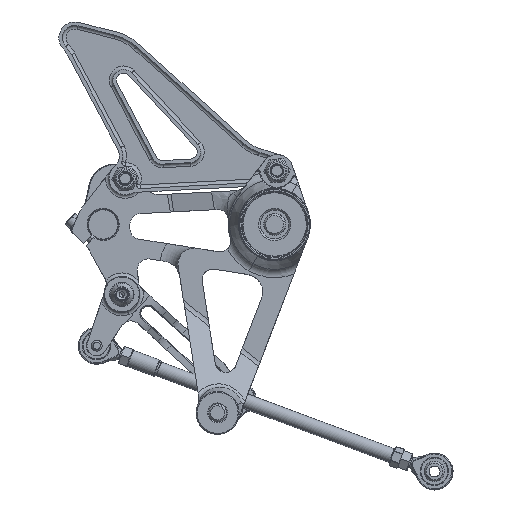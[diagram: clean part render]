
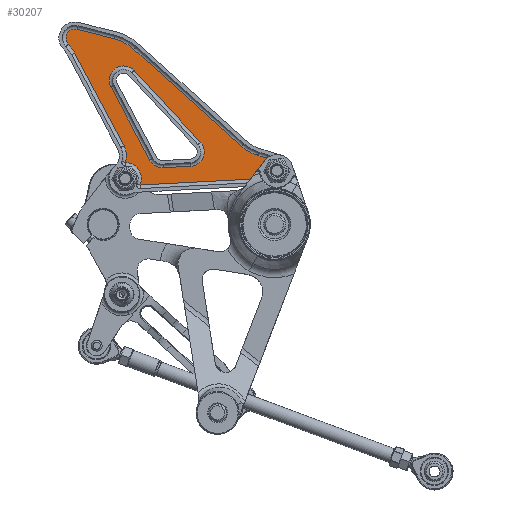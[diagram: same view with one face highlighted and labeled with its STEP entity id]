
A CAD part, left-side view. The second image highlights one B-rep face of the part: STEP entity #30207.
In plain terms, the highlighted face is planar.
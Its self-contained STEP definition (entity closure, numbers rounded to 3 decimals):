
#29683=CARTESIAN_POINT('Vertex',(-2.,65.97,14.64)) ;
#29699=CARTESIAN_POINT('Vertex',(-2.,8.641,71.969)) ;
#29702=CARTESIAN_POINT('Line Origine',(-2.,39.612,40.998)) ;
#29723=CARTESIAN_POINT('Vertex',(-2.,74.732,9.058)) ;
#29733=CARTESIAN_POINT('Axis2P3D Location',(-2.,82.941,31.611)) ;
#29754=CARTESIAN_POINT('Vertex',(-2.,79.678,7.258)) ;
#29764=CARTESIAN_POINT('Line Origine',(-2.,25.339,27.036)) ;
#29808=CARTESIAN_POINT('Vertex',(-2.,76.938,-4.)) ;
#29818=CARTESIAN_POINT('Axis2P3D Location',(-2.,85.,0.)) ;
#29862=CARTESIAN_POINT('Vertex',(-2.,8.062,-4.)) ;
#29872=CARTESIAN_POINT('Line Origine',(-2.,25.339,-4.)) ;
#29916=CARTESIAN_POINT('Vertex',(-2.,0.594,8.98)) ;
#29926=CARTESIAN_POINT('Axis2P3D Location',(-2.,0.,0.)) ;
#29970=CARTESIAN_POINT('Vertex',(-2.,0.268,18.356)) ;
#29980=CARTESIAN_POINT('Axis2P3D Location',(-2.,-10.608,13.284)) ;
#30001=CARTESIAN_POINT('Vertex',(-2.,-24.58,71.641)) ;
#30011=CARTESIAN_POINT('Line Origine',(-2.,-10.058,40.5)) ;
#30032=CARTESIAN_POINT('Vertex',(-2.,-27.85,76.81)) ;
#30042=CARTESIAN_POINT('Axis2P3D Location',(-2.,-46.331,61.498)) ;
#30063=CARTESIAN_POINT('Vertex',(-2.,-22.517,84.775)) ;
#30073=CARTESIAN_POINT('Axis2P3D Location',(-2.,-24.,80.)) ;
#30094=CARTESIAN_POINT('Vertex',(-2.,-2.033,78.415)) ;
#30104=CARTESIAN_POINT('Line Origine',(-2.,25.339,69.915)) ;
#30126=CARTESIAN_POINT('Axis2P3D Location',(-2.,-9.743,53.584)) ;
#30138=CARTESIAN_POINT('Axis2P3D Location',(-2.,0.,0.)) ;
#30157=CARTESIAN_POINT('Axis2P3D Location',(-2.,1.938,55.)) ;
#30161=CARTESIAN_POINT('Vertex',(-2.,8.079,60.127)) ;
#30163=CARTESIAN_POINT('Vertex',(-2.,-5.313,51.619)) ;
#30166=CARTESIAN_POINT('Line Origine',(-2.,25.61,39.127)) ;
#30170=CARTESIAN_POINT('Vertex',(-2.,43.141,18.127)) ;
#30173=CARTESIAN_POINT('Axis2P3D Location',(-2.,37.,13.)) ;
#30177=CARTESIAN_POINT('Vertex',(-2.,37.,5.)) ;
#30180=CARTESIAN_POINT('Line Origine',(-2.,29.261,5.)) ;
#30184=CARTESIAN_POINT('Vertex',(-2.,21.522,5.)) ;
#30187=CARTESIAN_POINT('Axis2P3D Location',(-2.,21.522,13.)) ;
#30191=CARTESIAN_POINT('Vertex',(-2.,14.272,9.619)) ;
#30194=CARTESIAN_POINT('Line Origine',(-2.,4.48,30.619)) ;
#29703=DIRECTION('Vector Direction',(0.,0.707,-0.707)) ;
#29734=DIRECTION('Axis2P3D Direction',(-1.,0.,-0.)) ;
#29765=DIRECTION('Vector Direction',(0.,0.94,-0.342)) ;
#29819=DIRECTION('Axis2P3D Direction',(-1.,0.,0.)) ;
#29873=DIRECTION('Vector Direction',(0.,-1.,0.)) ;
#29927=DIRECTION('Axis2P3D Direction',(-1.,0.,0.)) ;
#29981=DIRECTION('Axis2P3D Direction',(-1.,0.,0.)) ;
#30012=DIRECTION('Vector Direction',(0.,-0.423,0.906)) ;
#30043=DIRECTION('Axis2P3D Direction',(-1.,0.,0.)) ;
#30074=DIRECTION('Axis2P3D Direction',(-1.,0.,0.)) ;
#30105=DIRECTION('Vector Direction',(0.,0.955,-0.297)) ;
#30127=DIRECTION('Axis2P3D Direction',(-1.,0.,0.)) ;
#30139=DIRECTION('Axis2P3D Direction',(-1.,0.,0.)) ;
#30140=DIRECTION('Axis2P3D XDirection',(0.,-1.,0.)) ;
#30158=DIRECTION('Axis2P3D Direction',(-1.,0.,0.)) ;
#30167=DIRECTION('Vector Direction',(0.,0.641,-0.768)) ;
#30174=DIRECTION('Axis2P3D Direction',(-1.,0.,0.)) ;
#30181=DIRECTION('Vector Direction',(0.,-1.,0.)) ;
#30188=DIRECTION('Axis2P3D Direction',(-1.,0.,0.)) ;
#30195=DIRECTION('Vector Direction',(0.,0.423,-0.906)) ;
#29735=AXIS2_PLACEMENT_3D('Circle Axis2P3D',#29733,#29734,$) ;
#29820=AXIS2_PLACEMENT_3D('Circle Axis2P3D',#29818,#29819,$) ;
#29928=AXIS2_PLACEMENT_3D('Circle Axis2P3D',#29926,#29927,$) ;
#29982=AXIS2_PLACEMENT_3D('Circle Axis2P3D',#29980,#29981,$) ;
#30044=AXIS2_PLACEMENT_3D('Circle Axis2P3D',#30042,#30043,$) ;
#30075=AXIS2_PLACEMENT_3D('Circle Axis2P3D',#30073,#30074,$) ;
#30128=AXIS2_PLACEMENT_3D('Circle Axis2P3D',#30126,#30127,$) ;
#30141=AXIS2_PLACEMENT_3D('Plane Axis2P3D',#30138,#30139,#30140) ;
#30159=AXIS2_PLACEMENT_3D('Circle Axis2P3D',#30157,#30158,$) ;
#30175=AXIS2_PLACEMENT_3D('Circle Axis2P3D',#30173,#30174,$) ;
#30189=AXIS2_PLACEMENT_3D('Circle Axis2P3D',#30187,#30188,$) ;
#30144=ORIENTED_EDGE('',*,*,#30015,.T.) ;
#30145=ORIENTED_EDGE('',*,*,#29984,.T.) ;
#30146=ORIENTED_EDGE('',*,*,#29930,.T.) ;
#30147=ORIENTED_EDGE('',*,*,#29876,.T.) ;
#30148=ORIENTED_EDGE('',*,*,#29822,.T.) ;
#30149=ORIENTED_EDGE('',*,*,#29768,.T.) ;
#30150=ORIENTED_EDGE('',*,*,#29737,.T.) ;
#30151=ORIENTED_EDGE('',*,*,#29706,.T.) ;
#30152=ORIENTED_EDGE('',*,*,#30130,.T.) ;
#30153=ORIENTED_EDGE('',*,*,#30108,.T.) ;
#30154=ORIENTED_EDGE('',*,*,#30077,.T.) ;
#30155=ORIENTED_EDGE('',*,*,#30046,.T.) ;
#30200=ORIENTED_EDGE('',*,*,#30165,.F.) ;
#30201=ORIENTED_EDGE('',*,*,#30172,.F.) ;
#30202=ORIENTED_EDGE('',*,*,#30179,.F.) ;
#30203=ORIENTED_EDGE('',*,*,#30186,.F.) ;
#30204=ORIENTED_EDGE('',*,*,#30193,.F.) ;
#30205=ORIENTED_EDGE('',*,*,#30198,.F.) ;
#30206=FACE_BOUND('',#30199,.T.) ;
#29704=VECTOR('Line Direction',#29703,1.) ;
#29766=VECTOR('Line Direction',#29765,1.) ;
#29874=VECTOR('Line Direction',#29873,1.) ;
#30013=VECTOR('Line Direction',#30012,1.) ;
#30106=VECTOR('Line Direction',#30105,1.) ;
#30168=VECTOR('Line Direction',#30167,1.) ;
#30182=VECTOR('Line Direction',#30181,1.) ;
#30196=VECTOR('Line Direction',#30195,1.) ;
#30207=ADVANCED_FACE('PartBody',(#30156,#30206),#30142,.F.) ;
#29736=CIRCLE('generated circle',#29735,24.) ;
#29821=CIRCLE('generated circle',#29820,9.) ;
#29929=CIRCLE('generated circle',#29928,9.) ;
#29983=CIRCLE('generated circle',#29982,12.) ;
#30045=CIRCLE('generated circle',#30044,24.) ;
#30076=CIRCLE('generated circle',#30075,5.) ;
#30129=CIRCLE('generated circle',#30128,26.) ;
#30160=CIRCLE('generated circle',#30159,8.) ;
#30176=CIRCLE('generated circle',#30175,8.) ;
#30190=CIRCLE('generated circle',#30189,8.) ;
#29706=EDGE_CURVE('',#29684,#29700,#29705,.F.) ;
#29737=EDGE_CURVE('',#29724,#29684,#29736,.T.) ;
#29768=EDGE_CURVE('',#29755,#29724,#29767,.F.) ;
#29822=EDGE_CURVE('',#29809,#29755,#29821,.T.) ;
#29876=EDGE_CURVE('',#29863,#29809,#29875,.F.) ;
#29930=EDGE_CURVE('',#29917,#29863,#29929,.T.) ;
#29984=EDGE_CURVE('',#29971,#29917,#29983,.T.) ;
#30015=EDGE_CURVE('',#30002,#29971,#30014,.F.) ;
#30046=EDGE_CURVE('',#30033,#30002,#30045,.T.) ;
#30077=EDGE_CURVE('',#30064,#30033,#30076,.F.) ;
#30108=EDGE_CURVE('',#30095,#30064,#30107,.F.) ;
#30130=EDGE_CURVE('',#29700,#30095,#30129,.F.) ;
#30165=EDGE_CURVE('',#30162,#30164,#30160,.F.) ;
#30172=EDGE_CURVE('',#30171,#30162,#30169,.F.) ;
#30179=EDGE_CURVE('',#30178,#30171,#30176,.F.) ;
#30186=EDGE_CURVE('',#30185,#30178,#30183,.F.) ;
#30193=EDGE_CURVE('',#30192,#30185,#30190,.F.) ;
#30198=EDGE_CURVE('',#30164,#30192,#30197,.T.) ;
#30143=EDGE_LOOP('',(#30144,#30145,#30146,#30147,#30148,#30149,#30150,#30151,#30152,#30153,#30154,#30155)) ;
#30199=EDGE_LOOP('',(#30200,#30201,#30202,#30203,#30204,#30205)) ;
#30156=FACE_OUTER_BOUND('',#30143,.T.) ;
#29705=LINE('Line',#29702,#29704) ;
#29767=LINE('Line',#29764,#29766) ;
#29875=LINE('Line',#29872,#29874) ;
#30014=LINE('Line',#30011,#30013) ;
#30107=LINE('Line',#30104,#30106) ;
#30169=LINE('Line',#30166,#30168) ;
#30183=LINE('Line',#30180,#30182) ;
#30197=LINE('Line',#30194,#30196) ;
#30142=PLANE('',#30141) ;
#29684=VERTEX_POINT('',#29683) ;
#29700=VERTEX_POINT('',#29699) ;
#29724=VERTEX_POINT('',#29723) ;
#29755=VERTEX_POINT('',#29754) ;
#29809=VERTEX_POINT('',#29808) ;
#29863=VERTEX_POINT('',#29862) ;
#29917=VERTEX_POINT('',#29916) ;
#29971=VERTEX_POINT('',#29970) ;
#30002=VERTEX_POINT('',#30001) ;
#30033=VERTEX_POINT('',#30032) ;
#30064=VERTEX_POINT('',#30063) ;
#30095=VERTEX_POINT('',#30094) ;
#30162=VERTEX_POINT('',#30161) ;
#30164=VERTEX_POINT('',#30163) ;
#30171=VERTEX_POINT('',#30170) ;
#30178=VERTEX_POINT('',#30177) ;
#30185=VERTEX_POINT('',#30184) ;
#30192=VERTEX_POINT('',#30191) ;
